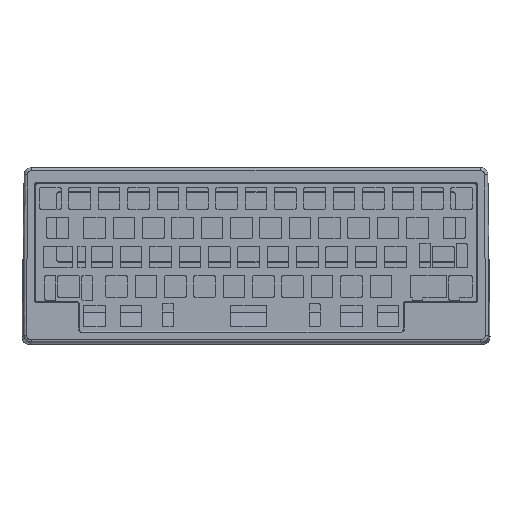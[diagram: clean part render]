
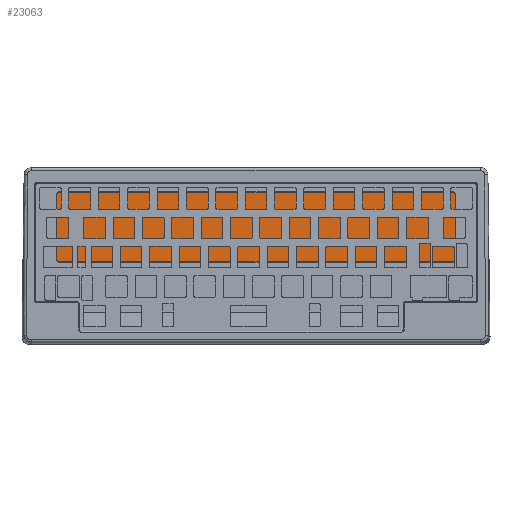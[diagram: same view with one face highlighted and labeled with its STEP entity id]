
A CAD part, top view. The second image highlights one B-rep face of the part: STEP entity #23063.
In plain terms, the highlighted planar face has unit normal (0, 0, 1).
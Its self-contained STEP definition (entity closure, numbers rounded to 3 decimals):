
#2450=FACE_OUTER_BOUND('',#3825,.T.);
#3825=EDGE_LOOP('',(#19847,#19848,#19849,#19850,#19851,#19852,#19853,#19854));
#4906=CIRCLE('',#25026,1.4);
#4907=CIRCLE('',#25029,1.4);
#4908=CIRCLE('',#25031,1.4);
#4909=CIRCLE('',#25033,1.4);
#6682=LINE('',#41517,#8614);
#6685=LINE('',#41527,#8617);
#6696=LINE('',#41560,#8628);
#6699=LINE('',#41593,#8631);
#8614=VECTOR('',#30161,10.);
#8617=VECTOR('',#30168,10.);
#8628=VECTOR('',#30197,10.);
#8631=VECTOR('',#30214,10.);
#10684=VERTEX_POINT('',#41511);
#10686=VERTEX_POINT('',#41515);
#10690=VERTEX_POINT('',#41524);
#10691=VERTEX_POINT('',#41526);
#10703=VERTEX_POINT('',#41554);
#10704=VERTEX_POINT('',#41558);
#10705=VERTEX_POINT('',#41562);
#10707=VERTEX_POINT('',#41577);
#13819=EDGE_CURVE('',#10684,#10686,#6682,.T.);
#13823=EDGE_CURVE('',#10691,#10690,#6685,.T.);
#13838=EDGE_CURVE('',#10690,#10703,#4906,.T.);
#13840=EDGE_CURVE('',#10703,#10704,#6696,.T.);
#13842=EDGE_CURVE('',#10704,#10705,#4907,.T.);
#13844=EDGE_CURVE('',#10707,#10684,#4908,.T.);
#13847=EDGE_CURVE('',#10686,#10691,#4909,.T.);
#13848=EDGE_CURVE('',#10705,#10707,#6699,.T.);
#19847=ORIENTED_EDGE('',*,*,#13847,.T.);
#19848=ORIENTED_EDGE('',*,*,#13823,.T.);
#19849=ORIENTED_EDGE('',*,*,#13838,.T.);
#19850=ORIENTED_EDGE('',*,*,#13840,.T.);
#19851=ORIENTED_EDGE('',*,*,#13842,.T.);
#19852=ORIENTED_EDGE('',*,*,#13848,.T.);
#19853=ORIENTED_EDGE('',*,*,#13844,.T.);
#19854=ORIENTED_EDGE('',*,*,#13819,.T.);
#22113=PLANE('',#25034);
#23063=ADVANCED_FACE('',(#2450),#22113,.T.);
#25026=AXIS2_PLACEMENT_3D('',#41556,#30192,#30193);
#25029=AXIS2_PLACEMENT_3D('',#41564,#30201,#30202);
#25031=AXIS2_PLACEMENT_3D('',#41578,#30205,#30206);
#25033=AXIS2_PLACEMENT_3D('',#41591,#30210,#30211);
#25034=AXIS2_PLACEMENT_3D('',#41592,#30212,#30213);
#30161=DIRECTION('',(-1.,0.,0.));
#30168=DIRECTION('',(0.,-1.,0.));
#30192=DIRECTION('center_axis',(0.,0.,1.));
#30193=DIRECTION('ref_axis',(-0.707,-0.707,0.));
#30197=DIRECTION('',(1.,0.,0.));
#30201=DIRECTION('center_axis',(0.,0.,1.));
#30202=DIRECTION('ref_axis',(0.707,-0.707,0.));
#30205=DIRECTION('center_axis',(0.,0.,1.));
#30206=DIRECTION('ref_axis',(0.707,0.707,0.));
#30210=DIRECTION('center_axis',(0.,0.,1.));
#30211=DIRECTION('ref_axis',(-0.707,0.707,0.));
#30212=DIRECTION('center_axis',(0.,0.,1.));
#30213=DIRECTION('ref_axis',(1.,0.,0.));
#30214=DIRECTION('',(0.,1.,0.));
#41511=CARTESIAN_POINT('',(202.781,-16.435,-8.004));
#41515=CARTESIAN_POINT('',(-52.919,-16.435,-8.004));
#41517=CARTESIAN_POINT('',(11.006,-16.435,-8.004));
#41524=CARTESIAN_POINT('',(-54.319,-60.338,-8.004));
#41526=CARTESIAN_POINT('',(-54.319,-17.835,-8.004));
#41527=CARTESIAN_POINT('',(-54.319,-59.51,-8.004));
#41554=CARTESIAN_POINT('',(-52.919,-61.738,-8.004));
#41556=CARTESIAN_POINT('Origin',(-52.919,-60.338,-8.004));
#41558=CARTESIAN_POINT('',(202.781,-61.738,-8.004));
#41560=CARTESIAN_POINT('',(138.856,-61.738,-8.004));
#41562=CARTESIAN_POINT('',(204.181,-60.338,-8.004));
#41564=CARTESIAN_POINT('Origin',(202.781,-60.338,-8.004));
#41577=CARTESIAN_POINT('',(204.181,-17.835,-8.004));
#41578=CARTESIAN_POINT('Origin',(202.781,-17.835,-8.004));
#41591=CARTESIAN_POINT('Origin',(-52.919,-17.835,-8.004));
#41592=CARTESIAN_POINT('Origin',(74.931,-58.681,-8.004));
#41593=CARTESIAN_POINT('',(204.181,-38.258,-8.004));
